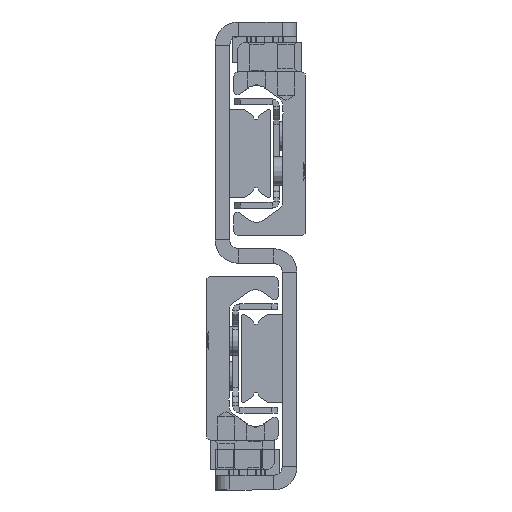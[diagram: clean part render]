
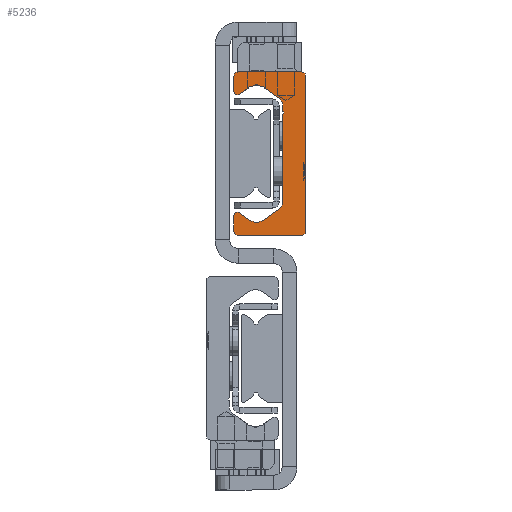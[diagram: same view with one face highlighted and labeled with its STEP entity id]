
A CAD part, left-side view. The second image highlights one B-rep face of the part: STEP entity #5236.
In plain terms, the highlighted planar face has unit normal (-1, 0, 0).
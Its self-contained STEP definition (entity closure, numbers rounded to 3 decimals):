
#4309=CARTESIAN_POINT('',(0.0,1.56,-9.512));
#4310=VERTEX_POINT('',#4309);
#4317=CARTESIAN_POINT('',(0.0,-1.123,-11.391));
#4318=VERTEX_POINT('',#4317);
#4319=CARTESIAN_POINT('',(0.0,1.56,-9.512));
#4320=DIRECTION('',(0.0,-0.819,-0.574));
#4321=VECTOR('',#4320,3.276);
#4322=LINE('',#4319,#4321);
#4323=EDGE_CURVE('',#4310,#4318,#4322,.T.);
#4373=CARTESIAN_POINT('',(0.0,-3.417,-11.391));
#4374=VERTEX_POINT('',#4373);
#4375=CARTESIAN_POINT('',(0.0,-2.27,-9.753));
#4376=DIRECTION('',(-1.0,0.0,0.0));
#4377=DIRECTION('',(0.0,0.574,0.819));
#4378=AXIS2_PLACEMENT_3D('',#4375,#4376,#4377);
#4379=CIRCLE('',#4378,2.);
#4380=EDGE_CURVE('',#4318,#4374,#4379,.T.);
#4463=CARTESIAN_POINT('',(0.0,5.4,-14.0));
#4464=VERTEX_POINT('',#4463);
#4471=CARTESIAN_POINT('',(0.0,6.15,-13.25));
#4472=VERTEX_POINT('',#4471);
#4473=CARTESIAN_POINT('',(0.0,5.4,-13.25));
#4474=DIRECTION('',(1.0,0.0,0.0));
#4475=DIRECTION('',(0.0,0.0,-1.0));
#4476=AXIS2_PLACEMENT_3D('',#4473,#4474,#4475);
#4477=CIRCLE('',#4476,0.75);
#4478=EDGE_CURVE('',#4464,#4472,#4477,.T.);
#4502=CARTESIAN_POINT('',(0.0,-5.4,-14.));
#4503=VERTEX_POINT('',#4502);
#4510=CARTESIAN_POINT('',(0.0,-5.4,-14.));
#4511=DIRECTION('',(0.0,1.0,0.0));
#4512=VECTOR('',#4511,10.8);
#4513=LINE('',#4510,#4512);
#4514=EDGE_CURVE('',#4503,#4464,#4513,.T.);
#4546=CARTESIAN_POINT('',(0.0,-6.15,-13.25));
#4547=VERTEX_POINT('',#4546);
#4554=CARTESIAN_POINT('',(0.0,-5.4,-13.25));
#4555=DIRECTION('',(1.0,0.0,0.0));
#4556=DIRECTION('',(0.0,-1.0,0.0));
#4557=AXIS2_PLACEMENT_3D('',#4554,#4555,#4556);
#4558=CIRCLE('',#4557,0.75);
#4559=EDGE_CURVE('',#4547,#4503,#4558,.T.);
#4578=CARTESIAN_POINT('',(0.0,-6.15,-10.63));
#4579=VERTEX_POINT('',#4578);
#4586=CARTESIAN_POINT('',(0.0,-6.15,-10.63));
#4587=DIRECTION('',(0.0,0.0,-1.0));
#4588=VECTOR('',#4587,2.62);
#4589=LINE('',#4586,#4588);
#4590=EDGE_CURVE('',#4579,#4547,#4589,.T.);
#4610=CARTESIAN_POINT('',(0.0,-5.206,-10.139));
#4611=VERTEX_POINT('',#4610);
#4618=CARTESIAN_POINT('',(0.0,-5.55,-10.63));
#4619=DIRECTION('',(1.0,0.0,0.0));
#4620=DIRECTION('',(0.0,0.574,0.819));
#4621=AXIS2_PLACEMENT_3D('',#4618,#4619,#4620);
#4622=CIRCLE('',#4621,0.6);
#4623=EDGE_CURVE('',#4611,#4579,#4622,.T.);
#4643=CARTESIAN_POINT('',(0.0,-3.417,-11.391));
#4644=DIRECTION('',(0.0,-0.819,0.574));
#4645=VECTOR('',#4644,2.184);
#4646=LINE('',#4643,#4645);
#4647=EDGE_CURVE('',#4374,#4611,#4646,.T.);
#4686=CARTESIAN_POINT('',(0.0,2.2,-8.283));
#4687=VERTEX_POINT('',#4686);
#4694=CARTESIAN_POINT('',(0.0,0.7,-8.283));
#4695=DIRECTION('',(-1.0,0.0,0.0));
#4696=DIRECTION('',(0.0,-0.574,0.819));
#4697=AXIS2_PLACEMENT_3D('',#4694,#4695,#4696);
#4698=CIRCLE('',#4697,1.5);
#4699=EDGE_CURVE('',#4687,#4310,#4698,.T.);
#4718=CARTESIAN_POINT('',(0.0,2.2,-7.25));
#4719=VERTEX_POINT('',#4718);
#4726=CARTESIAN_POINT('',(0.0,2.2,-7.25));
#4727=DIRECTION('',(0.0,0.0,-1.0));
#4728=VECTOR('',#4727,1.033);
#4729=LINE('',#4726,#4728);
#4730=EDGE_CURVE('',#4719,#4687,#4729,.T.);
#4750=CARTESIAN_POINT('',(0.0,2.2,-6.75));
#4751=VERTEX_POINT('',#4750);
#4758=CARTESIAN_POINT('',(0.0,2.2,-7.));
#4759=DIRECTION('',(-1.0,0.0,0.0));
#4760=DIRECTION('',(0.0,0.0,1.0));
#4761=AXIS2_PLACEMENT_3D('',#4758,#4759,#4760);
#4762=CIRCLE('',#4761,0.25);
#4763=EDGE_CURVE('',#4751,#4719,#4762,.T.);
#4782=CARTESIAN_POINT('',(0.0,2.2,8.283));
#4783=VERTEX_POINT('',#4782);
#4790=CARTESIAN_POINT('',(0.0,2.2,8.283));
#4791=DIRECTION('',(0.0,0.0,-1.0));
#4792=VECTOR('',#4791,15.033);
#4793=LINE('',#4790,#4792);
#4794=EDGE_CURVE('',#4783,#4751,#4793,.T.);
#4862=CARTESIAN_POINT('',(0.0,1.56,9.512));
#4863=VERTEX_POINT('',#4862);
#4870=CARTESIAN_POINT('',(0.0,0.7,8.283));
#4871=DIRECTION('',(-1.0,0.0,0.0));
#4872=DIRECTION('',(0.0,-1.0,0.0));
#4873=AXIS2_PLACEMENT_3D('',#4870,#4871,#4872);
#4874=CIRCLE('',#4873,1.5);
#4875=EDGE_CURVE('',#4863,#4783,#4874,.T.);
#4894=CARTESIAN_POINT('',(0.0,-1.123,11.391));
#4895=VERTEX_POINT('',#4894);
#4902=CARTESIAN_POINT('',(0.0,-1.123,11.391));
#4903=DIRECTION('',(0.0,0.819,-0.574));
#4904=VECTOR('',#4903,3.276);
#4905=LINE('',#4902,#4904);
#4906=EDGE_CURVE('',#4895,#4863,#4905,.T.);
#4926=CARTESIAN_POINT('',(0.0,-3.417,11.391));
#4927=VERTEX_POINT('',#4926);
#4934=CARTESIAN_POINT('',(0.0,-2.27,9.753));
#4935=DIRECTION('',(-1.0,0.0,0.0));
#4936=DIRECTION('',(0.0,-0.574,-0.819));
#4937=AXIS2_PLACEMENT_3D('',#4934,#4935,#4936);
#4938=CIRCLE('',#4937,2.);
#4939=EDGE_CURVE('',#4927,#4895,#4938,.T.);
#4958=CARTESIAN_POINT('',(0.0,-5.206,10.139));
#4959=VERTEX_POINT('',#4958);
#4966=CARTESIAN_POINT('',(0.0,-5.206,10.139));
#4967=DIRECTION('',(0.0,0.819,0.574));
#4968=VECTOR('',#4967,2.184);
#4969=LINE('',#4966,#4968);
#4970=EDGE_CURVE('',#4959,#4927,#4969,.T.);
#4990=CARTESIAN_POINT('',(0.0,-6.15,10.63));
#4991=VERTEX_POINT('',#4990);
#4998=CARTESIAN_POINT('',(0.0,-5.55,10.63));
#4999=DIRECTION('',(1.0,0.0,0.0));
#5000=DIRECTION('',(0.0,-1.0,0.0));
#5001=AXIS2_PLACEMENT_3D('',#4998,#4999,#5000);
#5002=CIRCLE('',#5001,0.6);
#5003=EDGE_CURVE('',#4991,#4959,#5002,.T.);
#5022=CARTESIAN_POINT('',(0.0,-6.15,13.25));
#5023=VERTEX_POINT('',#5022);
#5030=CARTESIAN_POINT('',(0.0,-6.15,13.25));
#5031=DIRECTION('',(0.0,0.0,-1.0));
#5032=VECTOR('',#5031,2.62);
#5033=LINE('',#5030,#5032);
#5034=EDGE_CURVE('',#5023,#4991,#5033,.T.);
#5054=CARTESIAN_POINT('',(0.0,-5.4,14.));
#5055=VERTEX_POINT('',#5054);
#5062=CARTESIAN_POINT('',(0.0,-5.4,13.25));
#5063=DIRECTION('',(1.0,0.0,0.0));
#5064=DIRECTION('',(0.0,0.0,1.0));
#5065=AXIS2_PLACEMENT_3D('',#5062,#5063,#5064);
#5066=CIRCLE('',#5065,0.75);
#5067=EDGE_CURVE('',#5055,#5023,#5066,.T.);
#5086=CARTESIAN_POINT('',(0.0,5.4,14.0));
#5087=VERTEX_POINT('',#5086);
#5094=CARTESIAN_POINT('',(0.0,5.4,14.0));
#5095=DIRECTION('',(0.0,-1.0,0.0));
#5096=VECTOR('',#5095,10.8);
#5097=LINE('',#5094,#5096);
#5098=EDGE_CURVE('',#5087,#5055,#5097,.T.);
#5118=CARTESIAN_POINT('',(0.0,6.15,13.25));
#5119=VERTEX_POINT('',#5118);
#5126=CARTESIAN_POINT('',(0.0,5.4,13.25));
#5127=DIRECTION('',(1.0,0.0,0.0));
#5128=DIRECTION('',(0.0,1.0,0.0));
#5129=AXIS2_PLACEMENT_3D('',#5126,#5127,#5128);
#5130=CIRCLE('',#5129,0.75);
#5131=EDGE_CURVE('',#5119,#5087,#5130,.T.);
#5149=CARTESIAN_POINT('',(0.0,6.15,-13.25));
#5150=DIRECTION('',(0.0,0.0,1.0));
#5151=VECTOR('',#5150,26.5);
#5152=LINE('',#5149,#5151);
#5153=EDGE_CURVE('',#4472,#5119,#5152,.T.);
#5207=CARTESIAN_POINT('',(0.0,1.352,-0.021));
#5208=DIRECTION('',(1.0,0.0,0.0));
#5209=DIRECTION('',(0.0,0.0,-1.0));
#5210=AXIS2_PLACEMENT_3D('',#5207,#5208,#5209);
#5211=PLANE('',#5210);
#5212=ORIENTED_EDGE('',*,*,#5153,.F.);
#5213=ORIENTED_EDGE('',*,*,#4478,.F.);
#5214=ORIENTED_EDGE('',*,*,#4514,.F.);
#5215=ORIENTED_EDGE('',*,*,#4559,.F.);
#5216=ORIENTED_EDGE('',*,*,#4590,.F.);
#5217=ORIENTED_EDGE('',*,*,#4623,.F.);
#5218=ORIENTED_EDGE('',*,*,#4647,.F.);
#5219=ORIENTED_EDGE('',*,*,#4380,.F.);
#5220=ORIENTED_EDGE('',*,*,#4323,.F.);
#5221=ORIENTED_EDGE('',*,*,#4699,.F.);
#5222=ORIENTED_EDGE('',*,*,#4730,.F.);
#5223=ORIENTED_EDGE('',*,*,#4763,.F.);
#5224=ORIENTED_EDGE('',*,*,#4794,.F.);
#5225=ORIENTED_EDGE('',*,*,#4875,.F.);
#5226=ORIENTED_EDGE('',*,*,#4906,.F.);
#5227=ORIENTED_EDGE('',*,*,#4939,.F.);
#5228=ORIENTED_EDGE('',*,*,#4970,.F.);
#5229=ORIENTED_EDGE('',*,*,#5003,.F.);
#5230=ORIENTED_EDGE('',*,*,#5034,.F.);
#5231=ORIENTED_EDGE('',*,*,#5067,.F.);
#5232=ORIENTED_EDGE('',*,*,#5098,.F.);
#5233=ORIENTED_EDGE('',*,*,#5131,.F.);
#5234=EDGE_LOOP('',(#5212,#5213,#5214,#5215,#5216,#5217,#5218,#5219,#5220,#5221,#5222,#5223,#5224,#5225,#5226,#5227,#5228,#5229,#5230,#5231,#5232,#5233));
#5235=FACE_OUTER_BOUND('',#5234,.T.);
#5236=ADVANCED_FACE('',(#5235),#5211,.F.);
